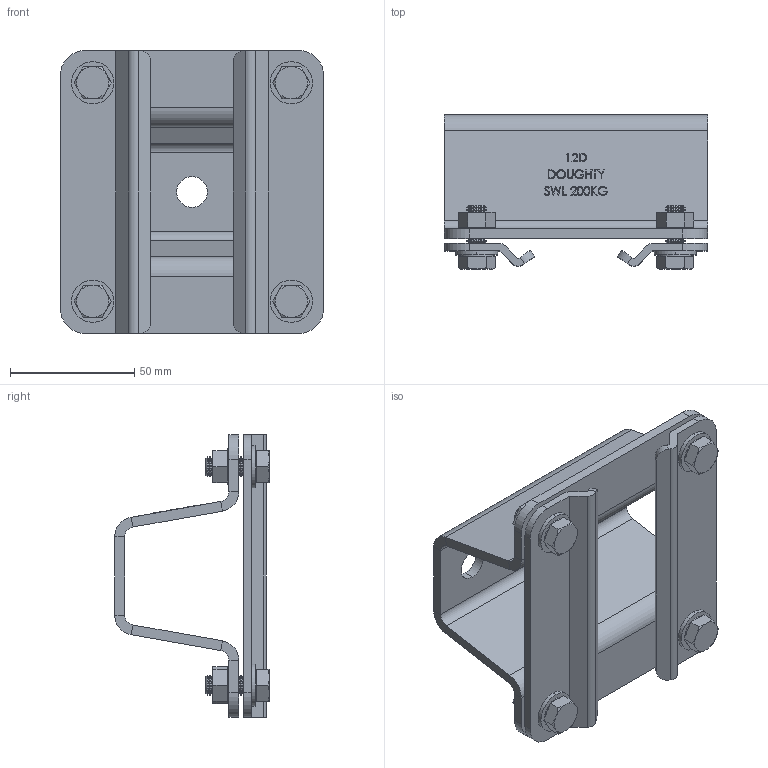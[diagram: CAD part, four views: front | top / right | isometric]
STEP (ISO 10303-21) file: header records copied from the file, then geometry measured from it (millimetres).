
FILE_DESCRIPTION (( 'STEP AP203' ), '1' );
FILE_NAME ('T85121.STEP', '2018-09-24T09:25:16', ( '' ), ( '' ), 'SwSTEP 2.0', 'SolidWorks 2016', '' );
FILE_SCHEMA (( 'CONFIG_CONTROL_DESIGN' ));
Length unit declared in the file: millimetre
Products named in the file (6): F936; T85121; A Washer_Bright washer BS 4320 - M8 (Form A); Hex Screw GradeC_Doughty Fastners_ISO 4018 - M8 x 20-WS; TH1673; TH1671
Assembly tree (15 placements, depth 2):
  T85121
    TH1671
    TH1673  x2
    A Washer_Bright washer BS 4320 - M8 (Form A)  x4
    F936  x4
    Hex Screw GradeC_Doughty Fastners_ISO 4018 - M8 x 20-WS  x4
Bounding box: 106 x 62.27 x 114 mm (x, y, z)
Volume: 111239.3 mm3; surface area: 69583.4 mm2
Topology: 15 solids, 15 shells, 1216 faces, 3165 edges, 2006 vertices
Faces by surface type: cylinder 478, plane 374, cone 272, bspline 92
Entity records: 22866 total; most frequent: CARTESIAN_POINT 9368, ORIENTED_EDGE 2724, DIRECTION 2478, EDGE_CURVE 1362, VERTEX_POINT 874, AXIS2_PLACEMENT_3D 864, VECTOR 750, LINE 750
